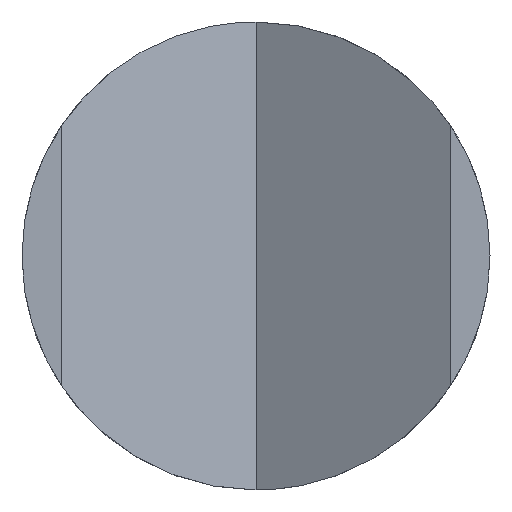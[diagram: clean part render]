
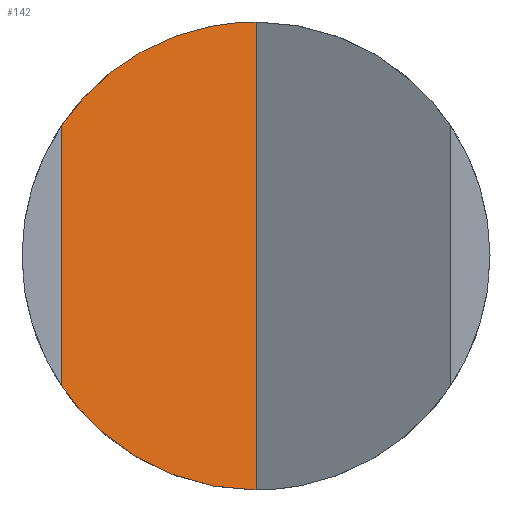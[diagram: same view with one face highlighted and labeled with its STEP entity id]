
A CAD part, top view. The second image highlights one B-rep face of the part: STEP entity #142.
In plain terms, the highlighted planar face has unit normal (0.5, 0, 0.866).
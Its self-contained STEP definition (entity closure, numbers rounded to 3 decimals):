
#142=ADVANCED_FACE('',(#279),#280,.F.);
#279=FACE_OUTER_BOUND('',#406,.T.);
#280=PLANE('',#407);
#406=EDGE_LOOP('',(#735,#736,#737,#738));
#407=AXIS2_PLACEMENT_3D('',#739,#740,#741);
#735=ORIENTED_EDGE('',*,*,#778,.F.);
#736=ORIENTED_EDGE('',*,*,#822,.T.);
#737=ORIENTED_EDGE('',*,*,#841,.F.);
#738=ORIENTED_EDGE('',*,*,#749,.F.);
#739=CARTESIAN_POINT('',(0.,-25.0,16.0));
#740=DIRECTION('',(-0.5,0.,-0.866));
#741=DIRECTION('',(0.0,-1.0,0.));
#749=EDGE_CURVE('',#881,#882,#883,.T.);
#778=EDGE_CURVE('',#903,#881,#930,.T.);
#822=EDGE_CURVE('',#903,#996,#998,.T.);
#841=EDGE_CURVE('',#882,#996,#1022,.T.);
#881=VERTEX_POINT('',#1065);
#882=VERTEX_POINT('',#1066);
#883=LINE('',#1067,#1068);
#903=VERTEX_POINT('',#1089);
#930=ELLIPSE('',#1129,14.434,12.5);
#996=VERTEX_POINT('',#1283);
#998=LINE('',#1285,#1286);
#1022=ELLIPSE('',#1310,14.434,12.5);
#1065=CARTESIAN_POINT('',(-10.392,-6.946,22.0));
#1066=CARTESIAN_POINT('',(-10.392,6.946,22.0));
#1067=CARTESIAN_POINT('',(-10.392,-12.5,22.0));
#1068=VECTOR('',#1349,1.0);
#1089=CARTESIAN_POINT('',(0.,-12.5,16.0));
#1129=AXIS2_PLACEMENT_3D('',#1407,#1408,#1409);
#1283=CARTESIAN_POINT('',(0.,12.5,16.0));
#1285=CARTESIAN_POINT('',(0.,-25.0,16.0));
#1286=VECTOR('',#1484,1.0);
#1310=AXIS2_PLACEMENT_3D('',#1521,#1522,#1523);
#1349=DIRECTION('',(0.,1.0,0.));
#1407=CARTESIAN_POINT('',(0.,0.0,16.0));
#1408=DIRECTION('',(-0.5,0.,-0.866));
#1409=DIRECTION('',(-0.866,0.,0.5));
#1484=DIRECTION('',(0.0,1.0,0.));
#1521=CARTESIAN_POINT('',(0.,0.0,16.0));
#1522=DIRECTION('',(-0.5,0.,-0.866));
#1523=DIRECTION('',(-0.866,0.,0.5));
